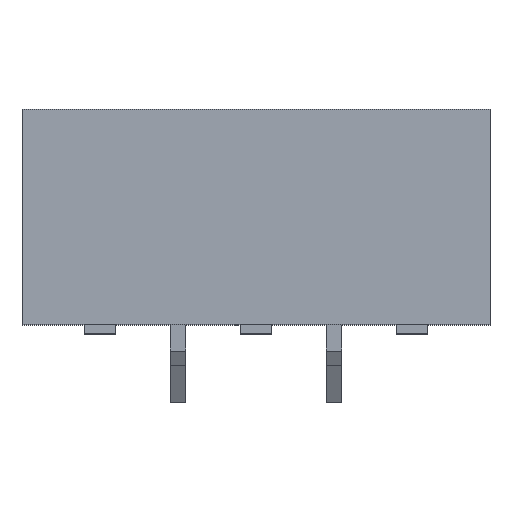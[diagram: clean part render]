
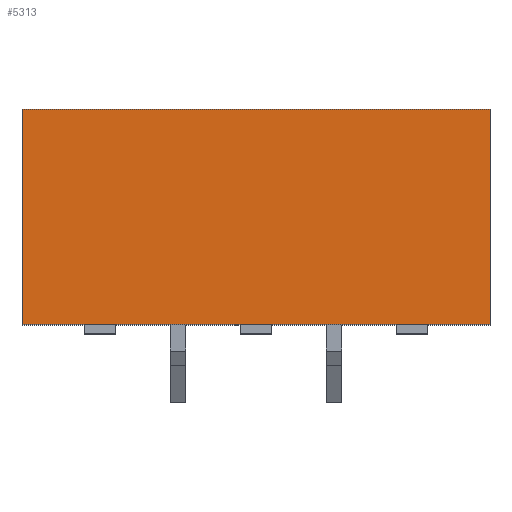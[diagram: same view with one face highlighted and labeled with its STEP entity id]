
A CAD part, top view. The second image highlights one B-rep face of the part: STEP entity #5313.
In plain terms, the highlighted planar face has unit normal (0, 0, 1).
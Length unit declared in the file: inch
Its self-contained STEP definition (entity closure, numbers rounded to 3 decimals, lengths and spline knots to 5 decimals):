
#196=ORIENTED_EDGE('',*,*,#1697,.T.);
#197=ORIENTED_EDGE('',*,*,#1694,.F.);
#198=ORIENTED_EDGE('',*,*,#1701,.F.);
#199=ORIENTED_EDGE('',*,*,#1610,.T.);
#1610=EDGE_CURVE('',#2379,#2378,#2882,.T.);
#1694=EDGE_CURVE('',#2438,#2439,#2966,.T.);
#1697=EDGE_CURVE('',#2378,#2439,#2969,.T.);
#1701=EDGE_CURVE('',#2379,#2438,#2973,.T.);
#2378=VERTEX_POINT('',#7260);
#2379=VERTEX_POINT('',#7262);
#2438=VERTEX_POINT('',#7429);
#2439=VERTEX_POINT('',#7431);
#2882=LINE('',#7261,#3626);
#2966=LINE('',#7430,#3710);
#2969=LINE('',#7435,#3713);
#2973=LINE('',#7442,#3717);
#3626=VECTOR('',#5908,39.37008);
#3710=VECTOR('',#6042,39.37008);
#3713=VECTOR('',#6047,39.37008);
#3717=VECTOR('',#6057,39.37008);
#4397=EDGE_LOOP('',(#196,#197,#198,#199));
#4723=FACE_BOUND('',#4397,.T.);
#5049=PLANE('',#5628);
#5313=ADVANCED_FACE('',(#4723),#5049,.F.);
#5628=AXIS2_PLACEMENT_3D('',#7441,#6055,#6056);
#5908=DIRECTION('',(0.,-1.,0.));
#6042=DIRECTION('',(0.,-1.,0.));
#6047=DIRECTION('',(1.,0.,0.));
#6055=DIRECTION('',(0.,0.,-1.));
#6056=DIRECTION('',(-1.,0.,0.));
#6057=DIRECTION('',(1.,0.,0.));
#7260=CARTESIAN_POINT('',(-0.15,0.,0.1));
#7261=CARTESIAN_POINT('',(-0.15,0.138,0.1));
#7262=CARTESIAN_POINT('',(-0.15,0.138,0.1));
#7429=CARTESIAN_POINT('',(0.15,0.138,0.1));
#7430=CARTESIAN_POINT('',(0.15,0.138,0.1));
#7431=CARTESIAN_POINT('',(0.15,0.,0.1));
#7435=CARTESIAN_POINT('',(-0.15,0.,0.1));
#7441=CARTESIAN_POINT('',(-0.15,0.138,0.1));
#7442=CARTESIAN_POINT('',(-0.15,0.138,0.1));
